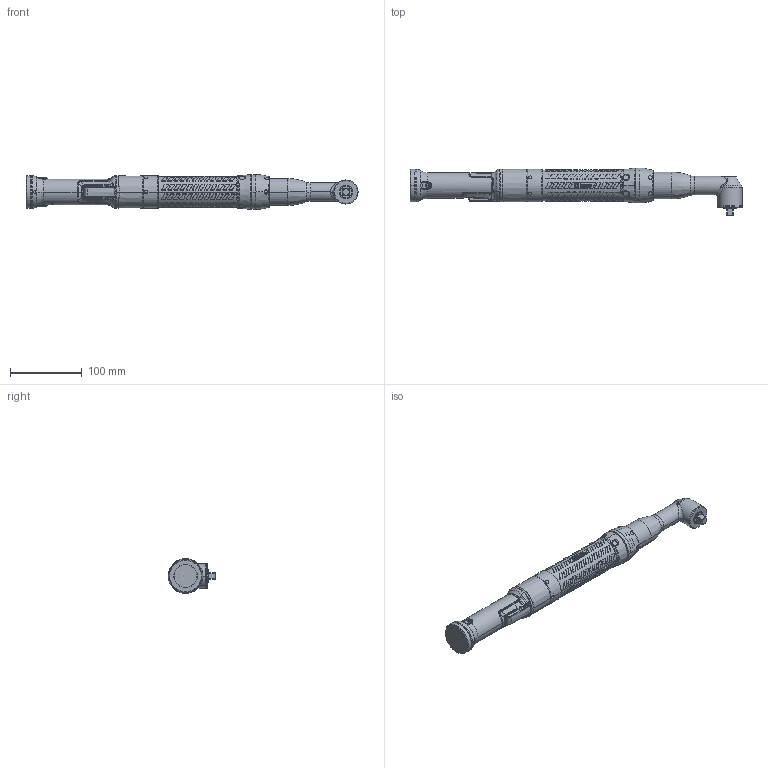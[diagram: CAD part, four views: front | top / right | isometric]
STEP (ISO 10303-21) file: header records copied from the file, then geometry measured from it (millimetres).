
FILE_DESCRIPTION((''),'2;1');
FILE_NAME('50EAN39GA3_SW0003','2017-03-27T',('D0L91'),(''),'CREO PARAMETRIC BY PTC INC, 2016050','CREO PARAMETRIC BY PTC INC, 2016050','');
FILE_SCHEMA(('CONFIG_CONTROL_DESIGN'));
Products named in the file (1): 50EAN39GA3_SW0003
Bounding box: 461.75 x 66.48 x 48.5 mm (x, y, z)
Volume: 229558.6 mm3; surface area: 196290.3 mm2
Topology: 4 solids, 5 shells, 5717 faces, 14154 edges, 8547 vertices
Faces by surface type: bspline 1974, cylinder 1542, plane 1055, extrusion 756, cone 262, torus 114, sphere 14
Entity records: 303367 total; most frequent: CARTESIAN_POINT 186063, ORIENTED_EDGE 28286, DIRECTION 18140, EDGE_CURVE 14143, VERTEX_POINT 8547, B_SPLINE_CURVE_WITH_KNOTS 7127, AXIS2_PLACEMENT_3D 6625, EDGE_LOOP 5956
